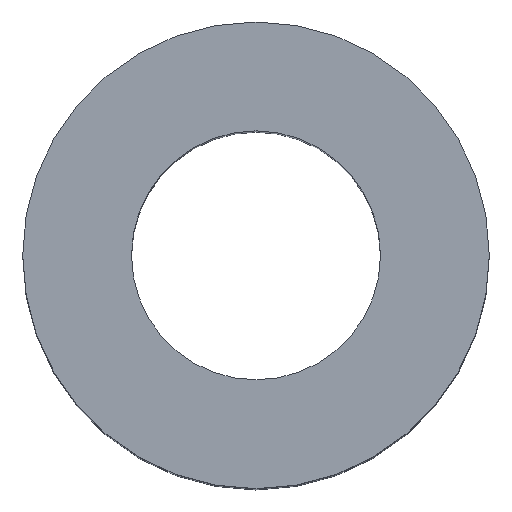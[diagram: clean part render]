
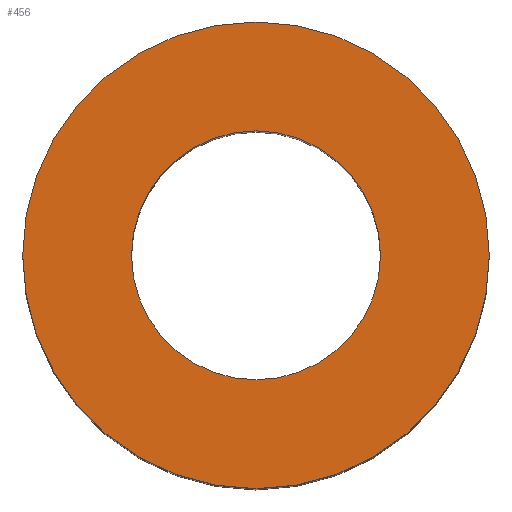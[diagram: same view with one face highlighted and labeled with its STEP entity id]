
A CAD part, top view. The second image highlights one B-rep face of the part: STEP entity #456.
In plain terms, the highlighted planar face has unit normal (0, 0, 1).
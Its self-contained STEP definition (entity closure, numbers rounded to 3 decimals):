
#20 = ORIENTED_EDGE ( 'NONE', *, *, #228, .F. ) ;
#31 = AXIS2_PLACEMENT_3D ( 'NONE', #65, #416, #338 ) ;
#37 = EDGE_CURVE ( 'NONE', #372, #138, #254, .T. ) ;
#42 = CARTESIAN_POINT ( 'NONE',  ( 7.5, 0., 11.95 ) ) ;
#53 = DIRECTION ( 'NONE',  ( 1., 0., 0. ) ) ;
#65 = CARTESIAN_POINT ( 'NONE',  ( 0., 0., 11.95 ) ) ;
#114 = ORIENTED_EDGE ( 'NONE', *, *, #535, .F. ) ;
#138 = VERTEX_POINT ( 'NONE', #258 ) ;
#142 = DIRECTION ( 'NONE',  ( 0., 0., 1. ) ) ;
#161 = DIRECTION ( 'NONE',  ( 0., 0., 1. ) ) ;
#162 = ORIENTED_EDGE ( 'NONE', *, *, #172, .T. ) ;
#172 = EDGE_CURVE ( 'NONE', #138, #372, #493, .T. ) ;
#218 = DIRECTION ( 'NONE',  ( 1., 0., 0. ) ) ;
#225 = DIRECTION ( 'NONE',  ( 1., 0., 0. ) ) ;
#228 = EDGE_CURVE ( 'NONE', #538, #320, #405, .T. ) ;
#231 = AXIS2_PLACEMENT_3D ( 'NONE', #233, #439, #218 ) ;
#233 = CARTESIAN_POINT ( 'NONE',  ( 0., 0., 11.95 ) ) ;
#254 = CIRCLE ( 'NONE', #31, 7.5 ) ;
#258 = CARTESIAN_POINT ( 'NONE',  ( -7.5, 0., 11.95 ) ) ;
#260 = DIRECTION ( 'NONE',  ( 1., 0., 0. ) ) ;
#262 = EDGE_LOOP ( 'NONE', ( #114, #20 ) ) ;
#279 = AXIS2_PLACEMENT_3D ( 'NONE', #317, #142, #260 ) ;
#302 = FACE_OUTER_BOUND ( 'NONE', #329, .T. ) ;
#317 = CARTESIAN_POINT ( 'NONE',  ( 0., 0., 11.95 ) ) ;
#320 = VERTEX_POINT ( 'NONE', #373 ) ;
#329 = EDGE_LOOP ( 'NONE', ( #162, #495 ) ) ;
#336 = AXIS2_PLACEMENT_3D ( 'NONE', #383, #161, #225 ) ;
#338 = DIRECTION ( 'NONE',  ( 1., 0., 0. ) ) ;
#372 = VERTEX_POINT ( 'NONE', #42 ) ;
#373 = CARTESIAN_POINT ( 'NONE',  ( -4., 0., 11.95 ) ) ;
#383 = CARTESIAN_POINT ( 'NONE',  ( 0., 0., 11.95 ) ) ;
#402 = CARTESIAN_POINT ( 'NONE',  ( 4., 0., 11.95 ) ) ;
#405 = CIRCLE ( 'NONE', #231, 4. ) ;
#416 = DIRECTION ( 'NONE',  ( 0., 0., 1. ) ) ;
#427 = CARTESIAN_POINT ( 'NONE',  ( 0., 0., 11.95 ) ) ;
#431 = PLANE ( 'NONE',  #336 ) ;
#439 = DIRECTION ( 'NONE',  ( 0., 0., 1. ) ) ;
#456 = ADVANCED_FACE ( 'NONE', ( #302, #479 ), #431, .T. ) ;
#468 = AXIS2_PLACEMENT_3D ( 'NONE', #427, #477, #53 ) ;
#477 = DIRECTION ( 'NONE',  ( 0., 0., 1. ) ) ;
#479 = FACE_BOUND ( 'NONE', #262, .T. ) ;
#493 = CIRCLE ( 'NONE', #468, 7.5 ) ;
#495 = ORIENTED_EDGE ( 'NONE', *, *, #37, .T. ) ;
#535 = EDGE_CURVE ( 'NONE', #320, #538, #554, .T. ) ;
#538 = VERTEX_POINT ( 'NONE', #402 ) ;
#554 = CIRCLE ( 'NONE', #279, 4. ) ;
